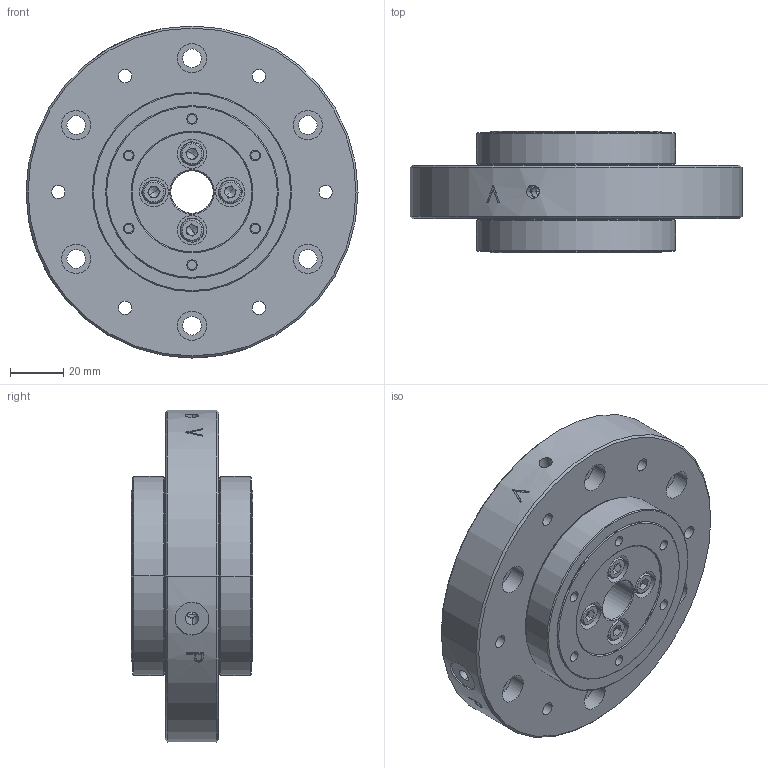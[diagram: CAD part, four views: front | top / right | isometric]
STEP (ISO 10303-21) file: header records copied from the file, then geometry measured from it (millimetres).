
FILE_DESCRIPTION (( 'STEP AP214' ), '1' );
FILE_NAME ('SS-75.STEP', '2021-06-01T17:56:56', ( '' ), ( '' ), 'SwSTEP 2.0', 'SolidWorks 2020', '' );
FILE_SCHEMA (( 'AUTOMOTIVE_DESIGN' ));
Length unit declared in the file: millimetre
Products named in the file (11): Socket Head Cap Screw_AM_B18.3.1M - 5 x 0.8 x 16 Hex SHCS -- 16NHX; S90A002; 69-0032_250-Blank; 64-0049_default; Plain Washer Small Grade A_ISO_Washer ISO 7092 - 5; 50-00048_DEFAULT; SS-75; S92LS04; 50-00046_DEFAU; 50-00047_250
Assembly tree (31 placements, depth 2):
  S90A002
  SS-75
    50-00046_DEFAU
    50-00047_250
    64-0049_default
    64-0049_default
    69-0032_250-Blank
    50-00048_DEFAULT  x2
    Plain Washer Small Grade A_ISO_Washer ISO 7092 - 5  x8
    S92LS04  x8
    Socket Head Cap Screw_AM_B18.3.1M - 5 x 0.8 x 16 Hex SHCS -- 16NHX  x8
Bounding box: 125 x 45.76 x 125 mm (x, y, z)
Volume: 327452.8 mm3; surface area: 99029.9 mm2
Topology: 31 solids, 31 shells, 710 faces, 1544 edges, 961 vertices
Faces by surface type: cylinder 307, plane 255, cone 110, bspline 22, torus 16
Entity records: 11037 total; most frequent: CARTESIAN_POINT 2304, DIRECTION 1857, ORIENTED_EDGE 1504, AXIS2_PLACEMENT_3D 771, EDGE_CURVE 752, VERTEX_POINT 482, EDGE_LOOP 452, CIRCLE 402
